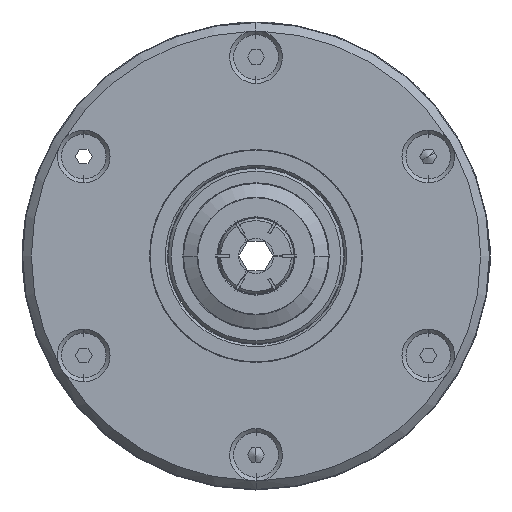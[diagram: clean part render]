
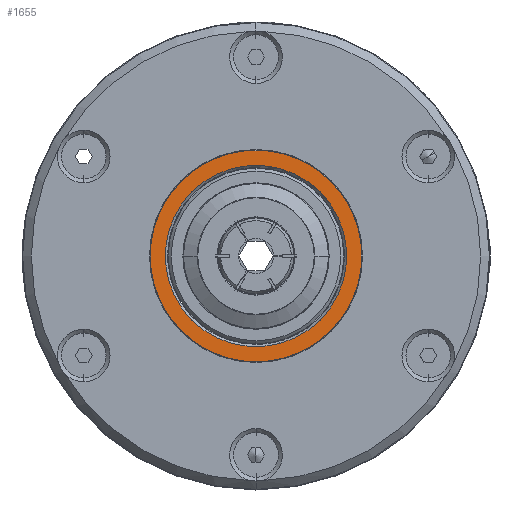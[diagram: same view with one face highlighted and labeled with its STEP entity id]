
A CAD part, left-side view. The second image highlights one B-rep face of the part: STEP entity #1655.
In plain terms, the highlighted planar face has unit normal (-1, 0, 0).
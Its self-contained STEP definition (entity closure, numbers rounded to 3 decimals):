
#1655 = ADVANCED_FACE ( 'NONE', ( #14392, #14421 ), #6998, .T. ) ;
#2569 = VERTEX_POINT ( 'NONE', #4845 ) ;
#2728 = VERTEX_POINT ( 'NONE', #4517 ) ;
#2736 = VERTEX_POINT ( 'NONE', #4682 ) ;
#2863 = VERTEX_POINT ( 'NONE', #4345 ) ;
#3713 = CARTESIAN_POINT ( 'NONE',  ( 26.1, 0., 0. ) ) ;
#3749 = DIRECTION ( 'NONE',  ( 1., 0., 0. ) ) ;
#3809 = DIRECTION ( 'NONE',  ( -1., 0., 0. ) ) ;
#3827 = DIRECTION ( 'NONE',  ( 0., -0.259, -0.966 ) ) ;
#4057 = CARTESIAN_POINT ( 'NONE',  ( 26.1, 0., 0. ) ) ;
#4111 = DIRECTION ( 'NONE',  ( 0., -0.259, -0.966 ) ) ;
#4345 = CARTESIAN_POINT ( 'NONE',  ( 26.1, 4.685, 17.483 ) ) ;
#4517 = CARTESIAN_POINT ( 'NONE',  ( 26.1, -4.012, -14.972 ) ) ;
#4682 = CARTESIAN_POINT ( 'NONE',  ( 26.1, -4.685, -17.483 ) ) ;
#4845 = CARTESIAN_POINT ( 'NONE',  ( 26.1, 4.012, 14.972 ) ) ;
#6310 = DIRECTION ( 'NONE',  ( 0., -0.259, -0.966 ) ) ;
#6362 = DIRECTION ( 'NONE',  ( -1., 0., 0. ) ) ;
#6994 = CARTESIAN_POINT ( 'NONE',  ( 26.1, -17.532, 4.698 ) ) ;
#6998 = PLANE ( 'NONE',  #11512 ) ;
#8262 = DIRECTION ( 'NONE',  ( -1., 0., 0. ) ) ;
#8363 = CARTESIAN_POINT ( 'NONE',  ( 26.1, 0., 0. ) ) ;
#8379 = DIRECTION ( 'NONE',  ( 1., 0., 0. ) ) ;
#8385 = DIRECTION ( 'NONE',  ( 0., -0.259, -0.966 ) ) ;
#8400 = CARTESIAN_POINT ( 'NONE',  ( 26.1, 0., 0. ) ) ;
#8429 = DIRECTION ( 'NONE',  ( 0., -0.259, -0.966 ) ) ;
#8818 = CIRCLE ( 'NONE', #12376, 15.5 ) ;
#9006 = CIRCLE ( 'NONE', #12316, 18.1 ) ;
#9032 = CIRCLE ( 'NONE', #12441, 15.5 ) ;
#9056 = CIRCLE ( 'NONE', #12626, 18.1 ) ;
#10449 = EDGE_LOOP ( 'NONE', ( #10650, #10671 ) ) ;
#10530 = ORIENTED_EDGE ( 'NONE', *, *, #13299, .T. ) ;
#10650 = ORIENTED_EDGE ( 'NONE', *, *, #13259, .T. ) ;
#10671 = ORIENTED_EDGE ( 'NONE', *, *, #13172, .T. ) ;
#10705 = ORIENTED_EDGE ( 'NONE', *, *, #13248, .T. ) ;
#11055 = EDGE_LOOP ( 'NONE', ( #10530, #10705 ) ) ;
#11512 = AXIS2_PLACEMENT_3D ( 'NONE', #6994, #6362, #6310 ) ;
#12316 = AXIS2_PLACEMENT_3D ( 'NONE', #8400, #8262, #8429 ) ;
#12376 = AXIS2_PLACEMENT_3D ( 'NONE', #8363, #8379, #8385 ) ;
#12441 = AXIS2_PLACEMENT_3D ( 'NONE', #4057, #3749, #4111 ) ;
#12626 = AXIS2_PLACEMENT_3D ( 'NONE', #3713, #3809, #3827 ) ;
#13172 = EDGE_CURVE ( 'NONE', #2736, #2863, #9056, .T. ) ;
#13248 = EDGE_CURVE ( 'NONE', #2569, #2728, #9032, .T. ) ;
#13259 = EDGE_CURVE ( 'NONE', #2863, #2736, #9006, .T. ) ;
#13299 = EDGE_CURVE ( 'NONE', #2728, #2569, #8818, .T. ) ;
#14392 = FACE_OUTER_BOUND ( 'NONE', #10449, .T. ) ;
#14421 = FACE_BOUND ( 'NONE', #11055, .T. ) ;
